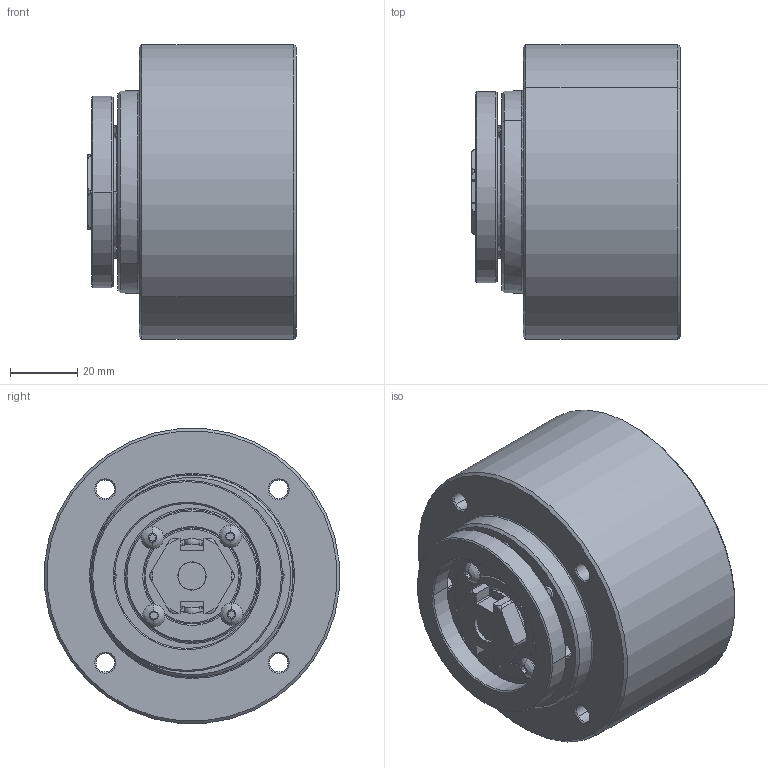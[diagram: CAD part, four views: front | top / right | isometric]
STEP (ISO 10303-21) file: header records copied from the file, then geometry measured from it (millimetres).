
FILE_DESCRIPTION(('STEP AP214'),'1');
FILE_NAME('modular521.stp','2018-08-27T16:10:12',(' '),(' '),'Spatial InterOp 3D',' ',' ');
FILE_SCHEMA(('automotive_design'));
Length unit declared in the file: inch
Products named in the file (73): 1; 0521-AE REDUCER ASSEMBLY|NAUO32#0521-F GEARBOX SPIDER;Fillet3; 0521-AE REDUCER ASSEMBLY|NAUO31#ESS203212 SUNGEAR SHAFT;Fillet2; 2; 3; 4; 5; 6; 7; 8; 9; 10; 11; 12; 13; 14; 15; LUMP1; 16; 0521-AE REDUCER ASSEMBLY|NAUO29#IS2033248 INTERNAL SPUR GEAR;Chamfer1; LUMP3; LUMP2; 17; 18; 0521-AE REDUCER ASSEMBLY|NAUO12#0521-L SHIM WASHER;Fillet1; 0521-AE REDUCER ASSEMBLY|NAUO23#ES203218 PLANET GEAR;Cut-Revolve1; 0521-AE REDUCER ASSEMBLY|NAUO24#NEEDLE BEARING B36;Fillet2; 0521-AE REDUCER ASSEMBLY|NAUO24#NEEDLE BEARING B36;CirPattern2; 0521-AE REDUCER ASSEMBLY|NAUO26#0521-L SHIM WASHER;Fillet1; 19; 20; 21; CirPattern1[9]; CirPattern1[2]; CirPattern1[3]; CirPattern1[8]; CirPattern1[5]; Revolve4; Revolve3; CirPattern1[6] ...
Bounding box: 62.17 x 87.78 x 87.78 mm (x, y, z)
Volume: 249732.1 mm3; surface area: 98179 mm2
Topology: 73 solids, 73 shells, 2841 faces, 7394 edges, 4694 vertices
Faces by surface type: cylinder 1350, plane 698, cone 520, torus 177, sphere 72, bspline 24
Entity records: 94755 total; most frequent: CARTESIAN_POINT 22885, DIRECTION 15799, ORIENTED_EDGE 14552, EDGE_CURVE 7276, AXIS2_PLACEMENT_3D 6447, VERTEX_POINT 4694, CIRCLE 3549, EDGE_LOOP 3092
